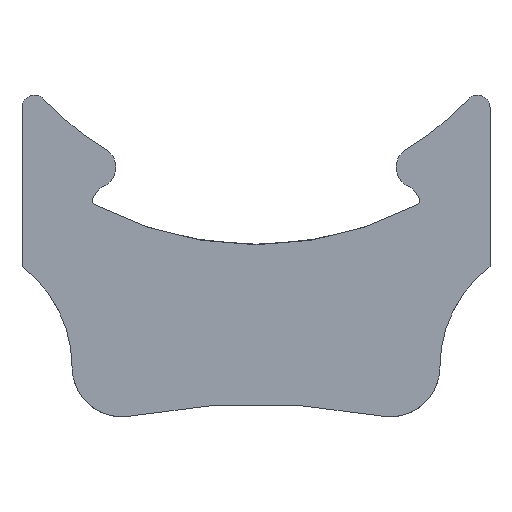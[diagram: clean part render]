
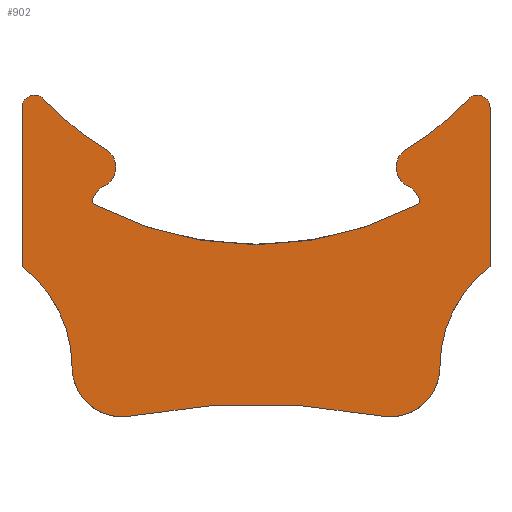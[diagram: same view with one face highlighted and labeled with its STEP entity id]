
A CAD part, front view. The second image highlights one B-rep face of the part: STEP entity #902.
In plain terms, the highlighted planar face has unit normal (0, -1, 0).
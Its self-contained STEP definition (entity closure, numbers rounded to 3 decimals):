
#53=PLANE('',#1008);
#77=FACE_OUTER_BOUND('',#123,.T.);
#123=EDGE_LOOP('',(#658,#659,#660,#661,#662,#663,#664,#665,#666,#667,#668,
#669,#670,#671,#672,#673,#674,#675,#676,#677));
#164=LINE('',#1406,#234);
#168=LINE('',#1414,#238);
#191=LINE('',#1539,#261);
#192=LINE('',#1558,#262);
#234=VECTOR('',#1093,1.);
#238=VECTOR('',#1099,1.);
#261=VECTOR('',#1212,1.);
#262=VECTOR('',#1233,1.);
#302=CIRCLE('',#962,0.5);
#306=CIRCLE('',#971,11.65);
#323=CIRCLE('',#990,11.65);
#325=CIRCLE('',#1009,0.85);
#326=CIRCLE('',#1010,0.5);
#327=CIRCLE('',#1011,0.2);
#328=CIRCLE('',#1012,13.8);
#329=CIRCLE('',#1013,0.2);
#330=CIRCLE('',#1014,0.85);
#331=CIRCLE('',#1015,0.5);
#332=CIRCLE('',#1016,5.);
#333=CIRCLE('',#1017,2.);
#334=CIRCLE('',#1018,26.064);
#335=CIRCLE('',#1019,2.);
#336=CIRCLE('',#1020,5.);
#337=CIRCLE('',#1021,0.5);
#342=VERTEX_POINT('',#1395);
#343=VERTEX_POINT('',#1396);
#346=VERTEX_POINT('',#1404);
#347=VERTEX_POINT('',#1405);
#350=VERTEX_POINT('',#1413);
#363=VERTEX_POINT('',#1440);
#364=VERTEX_POINT('',#1442);
#381=VERTEX_POINT('',#1482);
#382=VERTEX_POINT('',#1484);
#405=VERTEX_POINT('',#1534);
#406=VERTEX_POINT('',#1536);
#407=VERTEX_POINT('',#1538);
#408=VERTEX_POINT('',#1540);
#409=VERTEX_POINT('',#1542);
#410=VERTEX_POINT('',#1547);
#411=VERTEX_POINT('',#1549);
#412=VERTEX_POINT('',#1551);
#413=VERTEX_POINT('',#1553);
#414=VERTEX_POINT('',#1555);
#415=VERTEX_POINT('',#1557);
#438=EDGE_CURVE('',#342,#343,#302,.T.);
#442=EDGE_CURVE('',#346,#347,#164,.T.);
#446=EDGE_CURVE('',#343,#350,#168,.T.);
#460=EDGE_CURVE('',#364,#363,#306,.T.);
#482=EDGE_CURVE('',#382,#381,#323,.T.);
#507=EDGE_CURVE('',#405,#363,#325,.T.);
#508=EDGE_CURVE('',#406,#405,#326,.T.);
#509=EDGE_CURVE('',#407,#406,#191,.T.);
#510=EDGE_CURVE('',#407,#408,#327,.T.);
#511=EDGE_CURVE('',#409,#408,#328,.T.);
#512=EDGE_CURVE('',#409,#350,#329,.T.);
#513=EDGE_CURVE('',#382,#342,#330,.T.);
#514=EDGE_CURVE('',#346,#381,#331,.T.);
#515=EDGE_CURVE('',#347,#410,#332,.T.);
#516=EDGE_CURVE('',#411,#410,#333,.T.);
#517=EDGE_CURVE('',#411,#412,#334,.T.);
#518=EDGE_CURVE('',#413,#412,#335,.T.);
#519=EDGE_CURVE('',#413,#414,#336,.T.);
#520=EDGE_CURVE('',#414,#415,#192,.T.);
#521=EDGE_CURVE('',#364,#415,#337,.T.);
#658=ORIENTED_EDGE('',*,*,#507,.F.);
#659=ORIENTED_EDGE('',*,*,#508,.F.);
#660=ORIENTED_EDGE('',*,*,#509,.F.);
#661=ORIENTED_EDGE('',*,*,#510,.T.);
#662=ORIENTED_EDGE('',*,*,#511,.F.);
#663=ORIENTED_EDGE('',*,*,#512,.T.);
#664=ORIENTED_EDGE('',*,*,#446,.F.);
#665=ORIENTED_EDGE('',*,*,#438,.F.);
#666=ORIENTED_EDGE('',*,*,#513,.F.);
#667=ORIENTED_EDGE('',*,*,#482,.T.);
#668=ORIENTED_EDGE('',*,*,#514,.F.);
#669=ORIENTED_EDGE('',*,*,#442,.T.);
#670=ORIENTED_EDGE('',*,*,#515,.T.);
#671=ORIENTED_EDGE('',*,*,#516,.F.);
#672=ORIENTED_EDGE('',*,*,#517,.T.);
#673=ORIENTED_EDGE('',*,*,#518,.F.);
#674=ORIENTED_EDGE('',*,*,#519,.T.);
#675=ORIENTED_EDGE('',*,*,#520,.T.);
#676=ORIENTED_EDGE('',*,*,#521,.F.);
#677=ORIENTED_EDGE('',*,*,#460,.T.);
#902=ADVANCED_FACE('',(#77),#53,.F.);
#962=AXIS2_PLACEMENT_3D('',#1397,#1085,#1086);
#971=AXIS2_PLACEMENT_3D('',#1443,#1119,#1120);
#990=AXIS2_PLACEMENT_3D('',#1485,#1162,#1163);
#1008=AXIS2_PLACEMENT_3D('',#1533,#1206,#1207);
#1009=AXIS2_PLACEMENT_3D('',#1535,#1208,#1209);
#1010=AXIS2_PLACEMENT_3D('',#1537,#1210,#1211);
#1011=AXIS2_PLACEMENT_3D('',#1541,#1213,#1214);
#1012=AXIS2_PLACEMENT_3D('',#1543,#1215,#1216);
#1013=AXIS2_PLACEMENT_3D('',#1544,#1217,#1218);
#1014=AXIS2_PLACEMENT_3D('',#1545,#1219,#1220);
#1015=AXIS2_PLACEMENT_3D('',#1546,#1221,#1222);
#1016=AXIS2_PLACEMENT_3D('',#1548,#1223,#1224);
#1017=AXIS2_PLACEMENT_3D('',#1550,#1225,#1226);
#1018=AXIS2_PLACEMENT_3D('',#1552,#1227,#1228);
#1019=AXIS2_PLACEMENT_3D('',#1554,#1229,#1230);
#1020=AXIS2_PLACEMENT_3D('',#1556,#1231,#1232);
#1021=AXIS2_PLACEMENT_3D('',#1559,#1234,#1235);
#1085=DIRECTION('center_axis',(0.,-1.,0.));
#1086=DIRECTION('ref_axis',(1.,0.,0.));
#1093=DIRECTION('',(0.,0.,-1.));
#1099=DIRECTION('',(-0.534,0.,-0.845));
#1119=DIRECTION('center_axis',(0.,1.,0.));
#1120=DIRECTION('ref_axis',(0.,0.,1.));
#1162=DIRECTION('center_axis',(0.,1.,0.));
#1163=DIRECTION('ref_axis',(0.,0.,1.));
#1206=DIRECTION('center_axis',(0.,1.,0.));
#1207=DIRECTION('ref_axis',(-1.,0.,0.));
#1208=DIRECTION('center_axis',(0.,1.,0.));
#1209=DIRECTION('ref_axis',(-1.,0.,0.));
#1210=DIRECTION('center_axis',(0.,-1.,0.));
#1211=DIRECTION('ref_axis',(1.,0.,0.));
#1212=DIRECTION('',(-0.534,0.,0.845));
#1213=DIRECTION('center_axis',(0.,1.,0.));
#1214=DIRECTION('ref_axis',(0.,0.,1.));
#1215=DIRECTION('center_axis',(0.,-1.,0.));
#1216=DIRECTION('ref_axis',(1.,0.,0.));
#1217=DIRECTION('center_axis',(0.,1.,0.));
#1218=DIRECTION('ref_axis',(0.,0.,1.));
#1219=DIRECTION('center_axis',(0.,1.,0.));
#1220=DIRECTION('ref_axis',(-1.,0.,0.));
#1221=DIRECTION('center_axis',(0.,1.,0.));
#1222=DIRECTION('ref_axis',(0.,0.,1.));
#1223=DIRECTION('center_axis',(0.,1.,0.));
#1224=DIRECTION('ref_axis',(0.,0.,1.));
#1225=DIRECTION('center_axis',(0.,1.,0.));
#1226=DIRECTION('ref_axis',(0.,0.,1.));
#1227=DIRECTION('center_axis',(0.,1.,0.));
#1228=DIRECTION('ref_axis',(0.,0.,1.));
#1229=DIRECTION('center_axis',(0.,1.,0.));
#1230=DIRECTION('ref_axis',(0.,0.,1.));
#1231=DIRECTION('center_axis',(0.,1.,0.));
#1232=DIRECTION('ref_axis',(0.,0.,1.));
#1233=DIRECTION('',(0.,0.,1.));
#1234=DIRECTION('center_axis',(0.,1.,0.));
#1235=DIRECTION('ref_axis',(0.,0.,1.));
#1395=CARTESIAN_POINT('',(-6.125,0.,2.943));
#1396=CARTESIAN_POINT('',(-6.35,0.,2.757));
#1397=CARTESIAN_POINT('Origin',(-5.933,0.,2.481));
#1404=CARTESIAN_POINT('',(-9.35,0.,6.111));
#1405=CARTESIAN_POINT('',(-9.35,0.,-0.243));
#1406=CARTESIAN_POINT('',(-9.35,0.,14.435));
#1413=CARTESIAN_POINT('',(-6.507,0.,2.509));
#1414=CARTESIAN_POINT('',(-6.35,0.,2.757));
#1440=CARTESIAN_POINT('',(6.011,0.,4.456));
#1442=CARTESIAN_POINT('',(8.486,0.,6.453));
#1443=CARTESIAN_POINT('Origin',(0.,0.,
14.435));
#1482=CARTESIAN_POINT('',(-8.486,0.,6.453));
#1484=CARTESIAN_POINT('',(-6.011,0.,4.456));
#1485=CARTESIAN_POINT('Origin',(0.,0.,
14.435));
#1533=CARTESIAN_POINT('Origin',(0.,0.,
14.435));
#1534=CARTESIAN_POINT('',(6.125,0.,2.943));
#1535=CARTESIAN_POINT('Origin',(6.45,0.,3.728));
#1536=CARTESIAN_POINT('',(6.35,0.,2.757));
#1537=CARTESIAN_POINT('Origin',(5.933,0.,2.481));
#1538=CARTESIAN_POINT('',(6.507,0.,2.509));
#1539=CARTESIAN_POINT('',(6.621,0.,2.328));
#1540=CARTESIAN_POINT('',(6.431,0.,2.225));
#1541=CARTESIAN_POINT('Origin',(6.338,0.,2.402));
#1542=CARTESIAN_POINT('',(-6.431,0.,2.225));
#1543=CARTESIAN_POINT('Origin',(0.,0.,14.435));
#1544=CARTESIAN_POINT('Origin',(-6.338,0.,
2.402));
#1545=CARTESIAN_POINT('Origin',(-6.45,0.,3.728));
#1546=CARTESIAN_POINT('Origin',(-8.85,0.,6.111));
#1547=CARTESIAN_POINT('',(-7.35,0.,-4.242));
#1548=CARTESIAN_POINT('Origin',(-12.35,0.,
-4.243));
#1549=CARTESIAN_POINT('',(-4.969,0.,-6.204));
#1550=CARTESIAN_POINT('Origin',(-5.35,0.,
-4.241));
#1551=CARTESIAN_POINT('',(4.969,0.,-6.204));
#1552=CARTESIAN_POINT('Origin',(0.,0.,
-31.79));
#1553=CARTESIAN_POINT('',(7.35,0.,-4.242));
#1554=CARTESIAN_POINT('Origin',(5.35,0.,-4.241));
#1555=CARTESIAN_POINT('',(9.35,0.,-0.243));
#1556=CARTESIAN_POINT('Origin',(12.35,0.,-4.243));
#1557=CARTESIAN_POINT('',(9.35,0.,6.111));
#1558=CARTESIAN_POINT('',(9.35,0.,14.435));
#1559=CARTESIAN_POINT('Origin',(8.85,0.,6.111));
